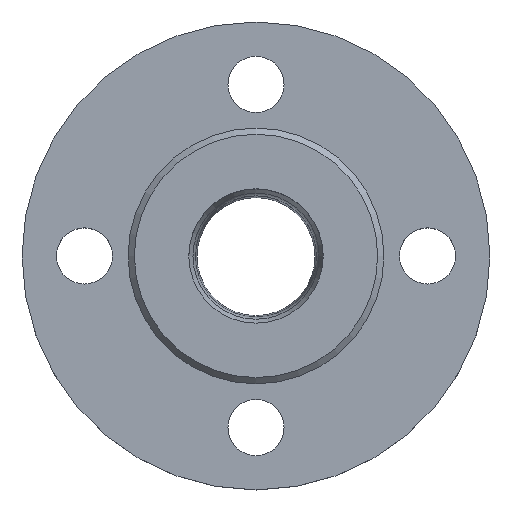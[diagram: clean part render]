
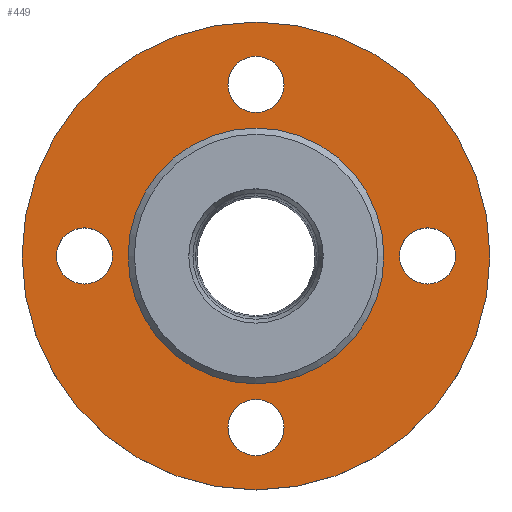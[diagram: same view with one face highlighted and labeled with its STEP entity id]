
A CAD part, top view. The second image highlights one B-rep face of the part: STEP entity #449.
In plain terms, the highlighted planar face has unit normal (0, 0, 1).
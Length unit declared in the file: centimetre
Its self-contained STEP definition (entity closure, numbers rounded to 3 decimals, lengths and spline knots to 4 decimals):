
#28=FACE_BOUND('',#128,.T.);
#29=FACE_BOUND('',#129,.T.);
#30=FACE_BOUND('',#130,.T.);
#31=FACE_BOUND('',#131,.T.);
#32=FACE_BOUND('',#132,.T.);
#37=PLANE('',#496);
#94=FACE_OUTER_BOUND('',#127,.T.);
#127=EDGE_LOOP('',(#339));
#128=EDGE_LOOP('',(#340));
#129=EDGE_LOOP('',(#341));
#130=EDGE_LOOP('',(#342));
#131=EDGE_LOOP('',(#343));
#132=EDGE_LOOP('',(#344));
#171=CIRCLE('',#497,75.);
#172=CIRCLE('',#498,9.);
#173=CIRCLE('',#499,9.);
#174=CIRCLE('',#500,9.);
#175=CIRCLE('',#501,9.);
#176=CIRCLE('',#502,41.);
#217=VERTEX_POINT('',#763);
#218=VERTEX_POINT('',#765);
#219=VERTEX_POINT('',#767);
#220=VERTEX_POINT('',#769);
#221=VERTEX_POINT('',#771);
#222=VERTEX_POINT('',#773);
#263=EDGE_CURVE('',#217,#217,#171,.T.);
#264=EDGE_CURVE('',#218,#218,#172,.T.);
#265=EDGE_CURVE('',#219,#219,#173,.T.);
#266=EDGE_CURVE('',#220,#220,#174,.T.);
#267=EDGE_CURVE('',#221,#221,#175,.T.);
#268=EDGE_CURVE('',#222,#222,#176,.T.);
#339=ORIENTED_EDGE('',*,*,#263,.F.);
#340=ORIENTED_EDGE('',*,*,#264,.F.);
#341=ORIENTED_EDGE('',*,*,#265,.F.);
#342=ORIENTED_EDGE('',*,*,#266,.F.);
#343=ORIENTED_EDGE('',*,*,#267,.F.);
#344=ORIENTED_EDGE('',*,*,#268,.T.);
#449=ADVANCED_FACE('',(#94,#28,#29,#30,#31,#32),#37,.F.);
#496=AXIS2_PLACEMENT_3D('',#762,#600,#601);
#497=AXIS2_PLACEMENT_3D('',#764,#602,#603);
#498=AXIS2_PLACEMENT_3D('',#766,#604,#605);
#499=AXIS2_PLACEMENT_3D('',#768,#606,#607);
#500=AXIS2_PLACEMENT_3D('',#770,#608,#609);
#501=AXIS2_PLACEMENT_3D('',#772,#610,#611);
#502=AXIS2_PLACEMENT_3D('',#774,#612,#613);
#600=DIRECTION('center_axis',(0.,0.,-1.));
#601=DIRECTION('ref_axis',(0.,1.,0.));
#602=DIRECTION('center_axis',(0.,0.,-1.));
#603=DIRECTION('ref_axis',(1.,0.,0.));
#604=DIRECTION('center_axis',(0.,0.,1.));
#605=DIRECTION('ref_axis',(0.,-1.,0.));
#606=DIRECTION('center_axis',(0.,0.,1.));
#607=DIRECTION('ref_axis',(0.,1.,0.));
#608=DIRECTION('center_axis',(0.,0.,1.));
#609=DIRECTION('ref_axis',(-1.,0.,0.));
#610=DIRECTION('center_axis',(0.,0.,1.));
#611=DIRECTION('ref_axis',(1.,0.,0.));
#612=DIRECTION('center_axis',(0.,0.,-1.));
#613=DIRECTION('ref_axis',(1.,0.,0.));
#762=CARTESIAN_POINT('Origin',(759.5113,155.0351,82.6503));
#763=CARTESIAN_POINT('',(626.5113,155.0351,82.6503));
#764=CARTESIAN_POINT('Origin',(701.5113,155.0351,82.6503));
#765=CARTESIAN_POINT('',(701.5113,219.0351,82.6503));
#766=CARTESIAN_POINT('Origin',(701.5113,210.0351,82.6503));
#767=CARTESIAN_POINT('',(701.5113,91.0351,82.6503));
#768=CARTESIAN_POINT('Origin',(701.5113,100.0351,82.6503));
#769=CARTESIAN_POINT('',(765.5113,155.0351,82.6503));
#770=CARTESIAN_POINT('Origin',(756.5113,155.0351,82.6503));
#771=CARTESIAN_POINT('',(637.5113,155.0351,82.6503));
#772=CARTESIAN_POINT('Origin',(646.5113,155.0351,82.6503));
#773=CARTESIAN_POINT('',(660.5113,155.0351,82.6503));
#774=CARTESIAN_POINT('Origin',(701.5113,155.0351,82.6503));
